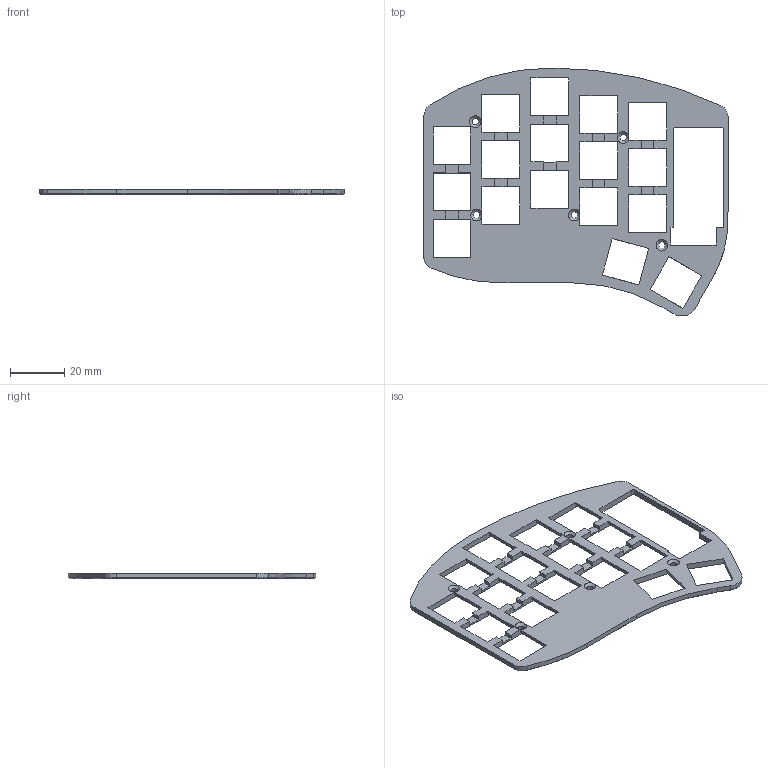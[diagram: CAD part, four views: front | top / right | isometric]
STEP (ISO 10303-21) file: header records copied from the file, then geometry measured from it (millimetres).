
FILE_DESCRIPTION(/* description */ ('','CAx-IF Rec.Pracs.---Representation and Presentation of Product Manufacturing Information (PMI)---4.0---2014-10-13'),/* implementation_level */ '2;1');
FILE_NAME(/* name */ 'Urchin Plate Case v2.step',/* time_stamp */ '2025-01-04T22:08:10-05:00',/* author */ (''),/* organization */ (''),/* preprocessor_version */ 'ST-DEVELOPER v20',/* originating_system */ 'Autodesk Translation Framework v13.20.0.188',/* authorisation */ '');
FILE_SCHEMA (('AP242_MANAGED_MODEL_BASED_3D_ENGINEERING_MIM_LF { 1 0 10303 442 1 1 4 }'));
Length unit declared in the file: millimetre
Products named in the file (1): Urchin Plate Case
Bounding box: 112.03 x 91.31 x 2.2 mm (x, y, z)
Volume: 9018.6 mm3; surface area: 11486.2 mm2
Topology: 1 solids, 1 shells, 182 faces, 569 edges, 373 vertices
Faces by surface type: plane 152, cylinder 12, cone 9, bspline 9
Full cylindrical faces by diameter (mm): 2.4 x5
Entity records: 6623 total; most frequent: CARTESIAN_POINT 1463, ORIENTED_EDGE 1138, DIRECTION 951, EDGE_CURVE 569, LINE 511, VECTOR 511, VERTEX_POINT 373, AXIS2_PLACEMENT_3D 220
